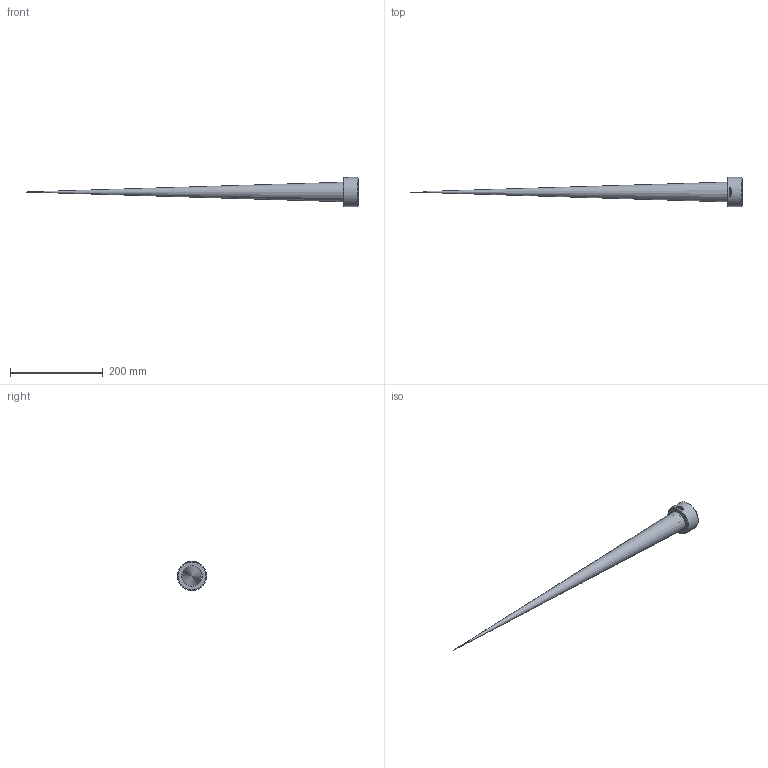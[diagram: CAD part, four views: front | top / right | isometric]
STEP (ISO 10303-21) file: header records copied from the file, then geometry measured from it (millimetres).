
FILE_DESCRIPTION(/* description */ (''),/* implementation_level */ '2;1');
FILE_NAME(/* name */ '22WB-1.5.stp',/* time_stamp */ '2021-12-07T15:53:09-05:00',/* author */ ('rick'),/* organization */ (''),/* preprocessor_version */ 'ST-DEVELOPER v18.1',/* originating_system */ 'Autodesk Inventor 2020',/* authorisation */ '');
FILE_SCHEMA (('AUTOMOTIVE_DESIGN { 1 0 10303 214 3 1 1 }'));
Length unit declared in the file: inch
Products named in the file (1): 22WB-1.5
Bounding box: 716.41 x 62.99 x 62.99 mm (x, y, z)
Volume: 59197 mm3; surface area: 311461.5 mm2
Topology: 1 solids, 1 shells, 369 faces, 1015 edges, 675 vertices
Faces by surface type: bspline 172, plane 144, cylinder 35, cone 13, torus 5
Full cylindrical faces by diameter (mm): 34.798 x1, 38.1 x1, 62.992 x1
Entity records: 17447 total; most frequent: CARTESIAN_POINT 9053, ORIENTED_EDGE 2008, DIRECTION 1241, EDGE_CURVE 1004, VERTEX_POINT 670, LINE 445, VECTOR 445, EDGE_LOOP 404
